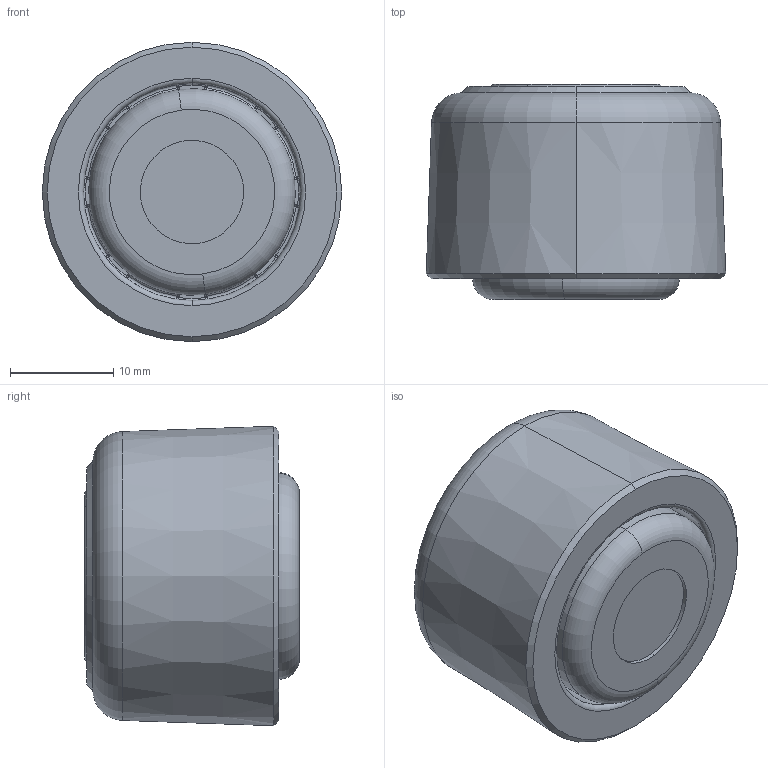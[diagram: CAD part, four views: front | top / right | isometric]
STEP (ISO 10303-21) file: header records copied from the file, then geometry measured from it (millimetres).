
FILE_DESCRIPTION (( 'STEP AP214' ), '1' );
FILE_NAME ('098D030ZSG.STEP', '2014-08-11T09:42:29', ( '' ), ( '' ), 'SwSTEP 2.0', 'SolidWorks 2014', '' );
FILE_SCHEMA (( 'AUTOMOTIVE_DESIGN' ));
Length unit declared in the file: millimetre
Products named in the file (4): 098D030ZSG; 098d030zr_Standard; 098xd2_Standard; 098dg030_Standard
Assembly tree (3 placements, depth 2):
  098D030ZSG
    098d030zr_Standard
    098xd2_Standard
    098dg030_Standard
Bounding box: 28.97 x 20.8 x 28.97 mm (x, y, z)
Volume: 9518.2 mm3; surface area: 6225.9 mm2
Topology: 3 solids, 3 shells, 171 faces, 417 edges, 240 vertices
Faces by surface type: cylinder 40, torus 37, plane 36, cone 24, sphere 18, bspline 16
Entity records: 5578 total; most frequent: CARTESIAN_POINT 1466, DIRECTION 850, ORIENTED_EDGE 770, EDGE_CURVE 385, AXIS2_PLACEMENT_3D 380, VERTEX_POINT 224, CIRCLE 219, EDGE_LOOP 179
